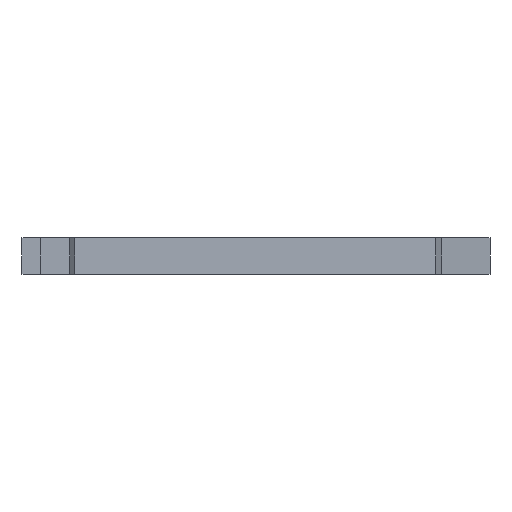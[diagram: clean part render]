
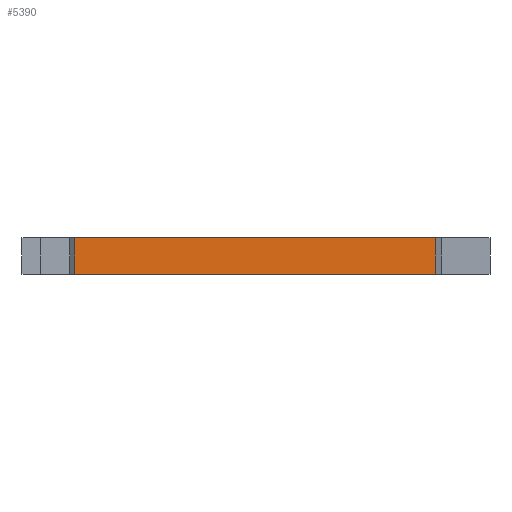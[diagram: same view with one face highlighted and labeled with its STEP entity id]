
A CAD part, left-side view. The second image highlights one B-rep face of the part: STEP entity #5390.
In plain terms, the highlighted planar face has unit normal (-0.999, -0.035, 0).
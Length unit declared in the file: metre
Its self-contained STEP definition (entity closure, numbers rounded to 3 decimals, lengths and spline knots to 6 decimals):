
#615=ORIENTED_EDGE('',*,*,#1985,.F.);
#616=ORIENTED_EDGE('',*,*,#2002,.F.);
#617=ORIENTED_EDGE('',*,*,#2003,.T.);
#618=ORIENTED_EDGE('',*,*,#1999,.T.);
#1985=EDGE_CURVE('',#2623,#2611,#3235,.T.);
#1999=EDGE_CURVE('',#2637,#2611,#3249,.T.);
#2002=EDGE_CURVE('',#2639,#2623,#3252,.T.);
#2003=EDGE_CURVE('',#2639,#2637,#3253,.T.);
#2611=VERTEX_POINT('',#8090);
#2623=VERTEX_POINT('',#8113);
#2637=VERTEX_POINT('',#8143);
#2639=VERTEX_POINT('',#8149);
#3235=LINE('',#8114,#3985);
#3249=LINE('',#8142,#3999);
#3252=LINE('',#8148,#4002);
#3253=LINE('',#8150,#4003);
#3985=VECTOR('',#6553,1.);
#3999=VECTOR('',#6569,1.);
#4002=VECTOR('',#6574,1.);
#4003=VECTOR('',#6575,1.);
#4406=EDGE_LOOP('',(#615,#616,#617,#618));
#4772=FACE_BOUND('',#4406,.T.);
#5109=PLANE('',#5684);
#5390=ADVANCED_FACE('',(#4772),#5109,.T.);
#5684=AXIS2_PLACEMENT_3D('',#8147,#6572,#6573);
#6553=DIRECTION('',(-0.035,0.999,0.));
#6569=DIRECTION('',(0.,0.,-1.));
#6572=DIRECTION('',(-0.999,-0.035,0.));
#6573=DIRECTION('',(0.035,-0.999,0.));
#6574=DIRECTION('',(0.,0.,-1.));
#6575=DIRECTION('',(-0.035,0.999,0.));
#8090=CARTESIAN_POINT('',(-0.070753,0.048522,0.));
#8113=CARTESIAN_POINT('',(-0.067308,-0.050111,0.));
#8114=CARTESIAN_POINT('',(-0.069031,-0.000795,0.));
#8142=CARTESIAN_POINT('',(-0.070753,0.048522,0.01));
#8143=CARTESIAN_POINT('',(-0.070753,0.048522,0.01));
#8147=CARTESIAN_POINT('',(-0.069031,-0.000795,0.01));
#8148=CARTESIAN_POINT('',(-0.067308,-0.050111,0.01));
#8149=CARTESIAN_POINT('',(-0.067308,-0.050111,0.01));
#8150=CARTESIAN_POINT('',(-0.069031,-0.000795,0.01));
